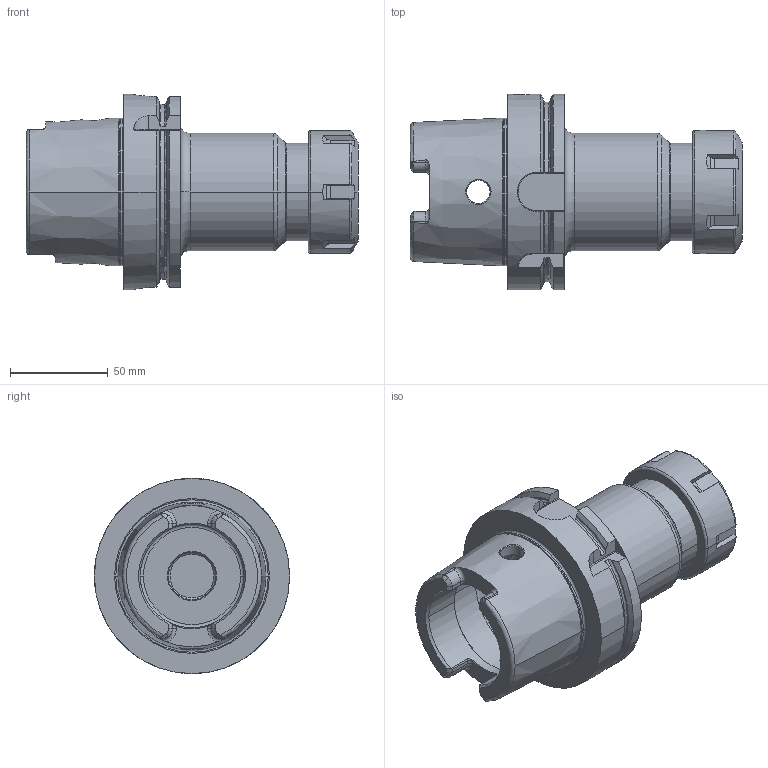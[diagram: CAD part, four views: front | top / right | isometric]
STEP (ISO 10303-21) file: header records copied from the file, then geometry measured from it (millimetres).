
FILE_DESCRIPTION((''),'2;1');
FILE_NAME('A100-020-40_ASM','2011-09-13T',('mei'),(''),'PRO/ENGINEER BY PARAMETRIC TECHNOLOGY CORPORATION, 2010430','PRO/ENGINEER BY PARAMETRIC TECHNOLOGY CORPORATION, 2010430','');
FILE_SCHEMA(('CONFIG_CONTROL_DESIGN'));
Length unit declared in the file: millimetre
Products named in the file (3): A100-020-40; 83-912-40; A100-020-40_ASM
Assembly tree (2 placements, depth 2):
  A100-020-40_ASM
    A100-020-40
    83-912-40
Bounding box: 170 x 100 x 100 mm (x, y, z)
Volume: 488325.9 mm3; surface area: 77515 mm2
Topology: 2 solids, 4 shells, 227 faces, 581 edges, 360 vertices
Faces by surface type: plane 80, cylinder 60, torus 42, cone 35, bspline 8, extrusion 2
Entity records: 8437 total; most frequent: CARTESIAN_POINT 3006, ORIENTED_EDGE 1154, DIRECTION 1085, EDGE_CURVE 581, AXIS2_PLACEMENT_3D 423, VERTEX_POINT 360, VECTOR 239, LINE 237
